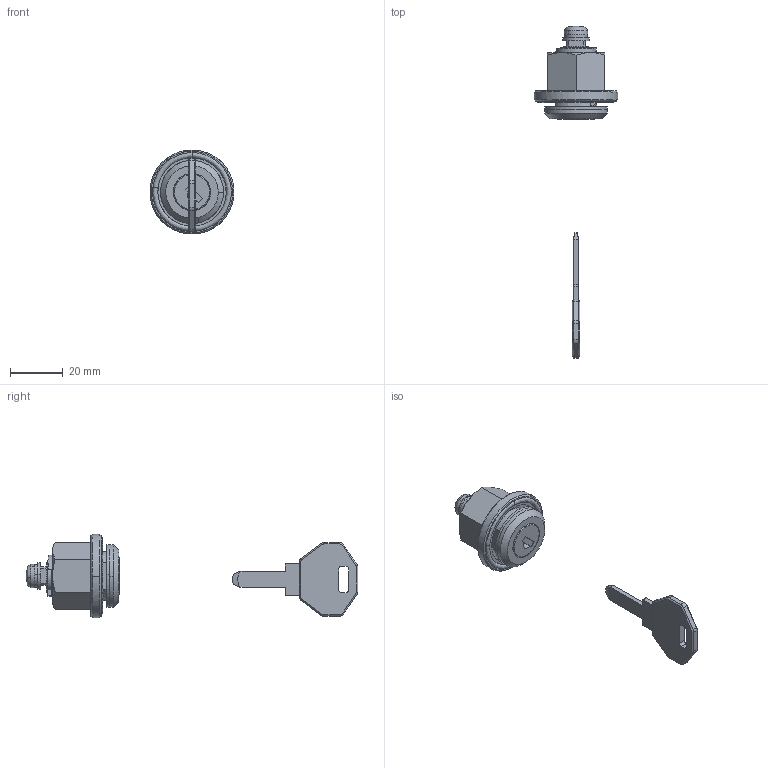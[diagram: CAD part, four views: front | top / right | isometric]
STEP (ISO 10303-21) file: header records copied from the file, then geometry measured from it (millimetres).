
FILE_DESCRIPTION((''),'2;1');
FILE_NAME('','2005-07-15T16:43:55',(''),(''),'','CADfix','');
FILE_SCHEMA(('AUTOMOTIVE_DESIGN'));
Length unit declared in the file: millimetre
Products named in the file (8): screw; retainer; packing; nut; lock; key; control_cam; TL_324_10995_36
Assembly tree (7 placements, depth 2):
  TL_324_10995_36
    screw
    retainer
    packing
    nut
    lock
    key
    control_cam
Bounding box: 32 x 126.47 x 32 mm (x, y, z)
Volume: 12732.4 mm3; surface area: 10163.9 mm2
Topology: 8 solids, 8 shells, 278 faces, 774 edges, 527 vertices
Faces by surface type: bspline 278
Entity records: 9360 total; most frequent: CARTESIAN_POINT 4822, ORIENTED_EDGE 1548, EDGE_CURVE 774, VERTEX_POINT 527, QUASI_UNIFORM_CURVE 401, EDGE_LOOP 305, FACE_OUTER_BOUND 278, ADVANCED_FACE 278
